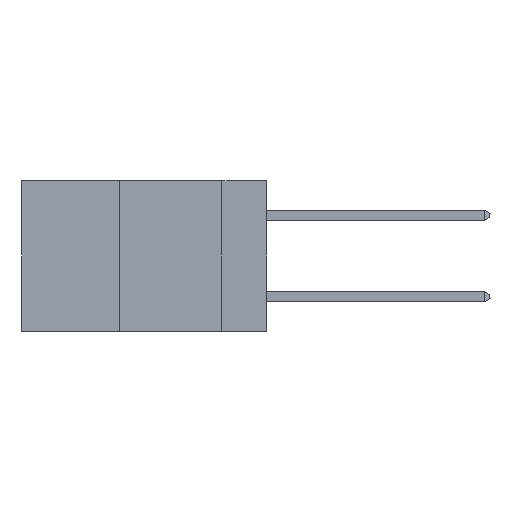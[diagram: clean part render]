
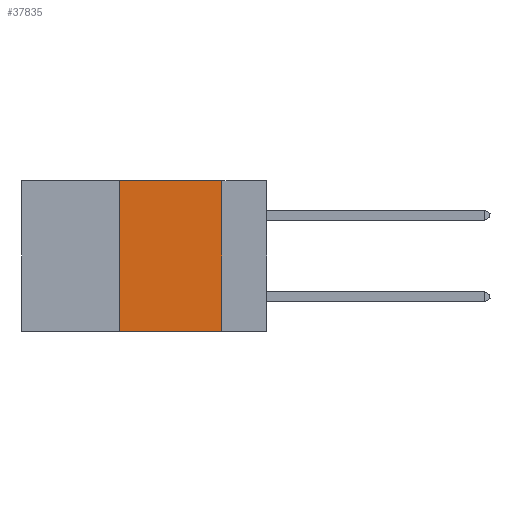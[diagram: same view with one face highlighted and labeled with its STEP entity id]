
A CAD part, left-side view. The second image highlights one B-rep face of the part: STEP entity #37835.
In plain terms, the highlighted planar face has unit normal (-1, 0, 0).
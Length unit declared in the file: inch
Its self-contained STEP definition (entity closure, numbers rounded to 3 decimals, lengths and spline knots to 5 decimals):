
#92 = LINE ( 'NONE', #201, #15401 ) ;
#201 = CARTESIAN_POINT ( 'NONE',  ( 0., 0.6, 0. ) ) ;
#229 = VERTEX_POINT ( 'NONE', #21018 ) ;
#977 = DIRECTION ( 'NONE',  ( 0., 0., 1. ) ) ;
#6483 = ORIENTED_EDGE ( 'NONE', *, *, #35613, .F. ) ;
#8104 = DIRECTION ( 'NONE',  ( 1., 0., 0. ) ) ;
#11398 = DIRECTION ( 'NONE',  ( 0., 0., -1. ) ) ;
#12004 = VECTOR ( 'NONE', #35010, 39.37008 ) ;
#12273 = VERTEX_POINT ( 'NONE', #16372 ) ;
#13549 = VERTEX_POINT ( 'NONE', #33048 ) ;
#14468 = LINE ( 'NONE', #18091, #36456 ) ;
#15401 = VECTOR ( 'NONE', #24453, 39.37008 ) ;
#15726 = ORIENTED_EDGE ( 'NONE', *, *, #18239, .F. ) ;
#16372 = CARTESIAN_POINT ( 'NONE',  ( 0., 0.11, -0.37 ) ) ;
#17607 = PLANE ( 'NONE',  #38998 ) ;
#17692 = EDGE_LOOP ( 'NONE', ( #15726, #35430, #6483, #39509 ) ) ;
#18091 = CARTESIAN_POINT ( 'NONE',  ( 0., 0.6, -0.37 ) ) ;
#18239 = EDGE_CURVE ( 'NONE', #229, #12273, #37345, .T. ) ;
#21018 = CARTESIAN_POINT ( 'NONE',  ( 0., 0.11, 0. ) ) ;
#22564 = CARTESIAN_POINT ( 'NONE',  ( 0., 0.36, 0. ) ) ;
#23643 = CARTESIAN_POINT ( 'NONE',  ( 0., 0.36, 0. ) ) ;
#24453 = DIRECTION ( 'NONE',  ( 0., -1., 0. ) ) ;
#25832 = CARTESIAN_POINT ( 'NONE',  ( 0., 0.11, 0. ) ) ;
#27437 = DIRECTION ( 'NONE',  ( 0., -1., 0. ) ) ;
#28064 = VECTOR ( 'NONE', #977, 39.37008 ) ;
#29027 = LINE ( 'NONE', #22564, #28064 ) ;
#31534 = EDGE_CURVE ( 'NONE', #34134, #229, #92, .T. ) ;
#33048 = CARTESIAN_POINT ( 'NONE',  ( 0., 0.36, -0.37 ) ) ;
#34134 = VERTEX_POINT ( 'NONE', #23643 ) ;
#35010 = DIRECTION ( 'NONE',  ( 0., 0., -1. ) ) ;
#35430 = ORIENTED_EDGE ( 'NONE', *, *, #31534, .F. ) ;
#35613 = EDGE_CURVE ( 'NONE', #13549, #34134, #29027, .T. ) ;
#36002 = CARTESIAN_POINT ( 'NONE',  ( 0., 0.6, 0. ) ) ;
#36456 = VECTOR ( 'NONE', #27437, 39.37008 ) ;
#36534 = FACE_OUTER_BOUND ( 'NONE', #17692, .T. ) ;
#37345 = LINE ( 'NONE', #25832, #12004 ) ;
#37835 = ADVANCED_FACE ( 'NONE', ( #36534 ), #17607, .F. ) ;
#38980 = EDGE_CURVE ( 'NONE', #13549, #12273, #14468, .T. ) ;
#38998 = AXIS2_PLACEMENT_3D ( 'NONE', #36002, #8104, #11398 ) ;
#39509 = ORIENTED_EDGE ( 'NONE', *, *, #38980, .T. ) ;
